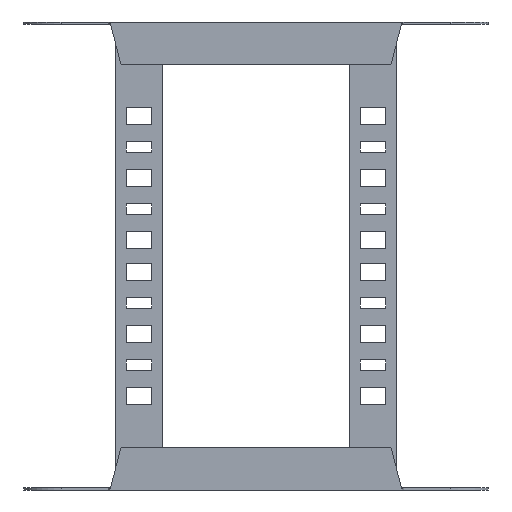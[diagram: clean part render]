
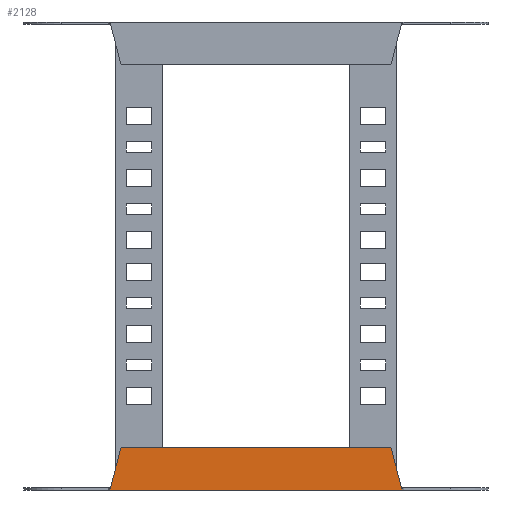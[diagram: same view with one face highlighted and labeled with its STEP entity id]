
A CAD part, front view. The second image highlights one B-rep face of the part: STEP entity #2128.
In plain terms, the highlighted planar face has unit normal (0, -1, 0).
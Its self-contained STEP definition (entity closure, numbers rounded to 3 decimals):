
#258 = VERTEX_POINT ( 'NONE', #2224 ) ;
#335 = EDGE_CURVE ( 'NONE', #2834, #258, #4942, .T. ) ;
#601 = B_SPLINE_CURVE_WITH_KNOTS ( 'NONE', 3,
 ( #1050, #1872, #1953, #1974, #1994, #2014 ),
 .UNSPECIFIED., .F., .F.,
 ( 4, 2, 4 ),
 ( 0., 0.001, 0.003 ),
 .UNSPECIFIED. ) ;
#897 = LINE ( 'NONE', #1323, #2403 ) ;
#927 = CARTESIAN_POINT ( 'NONE',  ( 93.064, 24.5, 1. ) ) ;
#1023 = AXIS2_PLACEMENT_3D ( 'NONE', #5129, #5136, #5147 ) ;
#1050 = CARTESIAN_POINT ( 'NONE',  ( 93.399, 24.5, -1.5 ) ) ;
#1083 = EDGE_LOOP ( 'NONE', ( #1667, #1751, #1817, #1840, #1907, #1963 ) ) ;
#1199 = DIRECTION ( 'NONE',  ( -0.259, 0., 0.966 ) ) ;
#1323 = CARTESIAN_POINT ( 'NONE',  ( 93.064, 24.5, 1. ) ) ;
#1645 = FACE_OUTER_BOUND ( 'NONE', #1083, .T. ) ;
#1667 = ORIENTED_EDGE ( 'NONE', *, *, #5155, .T. ) ;
#1751 = ORIENTED_EDGE ( 'NONE', *, *, #5904, .T. ) ;
#1806 = LINE ( 'NONE', #2079, #1946 ) ;
#1817 = ORIENTED_EDGE ( 'NONE', *, *, #335, .T. ) ;
#1840 = ORIENTED_EDGE ( 'NONE', *, *, #4362, .F. ) ;
#1872 = CARTESIAN_POINT ( 'NONE',  ( 93.364, 24.5, -1.081 ) ) ;
#1900 = CARTESIAN_POINT ( 'NONE',  ( -86.5, 24.5, 25.499 ) ) ;
#1907 = ORIENTED_EDGE ( 'NONE', *, *, #2696, .F. ) ;
#1946 = VECTOR ( 'NONE', #4440, 1000. ) ;
#1953 = CARTESIAN_POINT ( 'NONE',  ( 93.319, 24.5, -0.663 ) ) ;
#1963 = ORIENTED_EDGE ( 'NONE', *, *, #2386, .T. ) ;
#1974 = CARTESIAN_POINT ( 'NONE',  ( 93.205, 24.5, 0.171 ) ) ;
#1987 = CARTESIAN_POINT ( 'NONE',  ( -93.364, 24.5, -1.081 ) ) ;
#1994 = CARTESIAN_POINT ( 'NONE',  ( 93.135, 24.5, 0.585 ) ) ;
#2014 = CARTESIAN_POINT ( 'NONE',  ( 93.064, 24.5, 1. ) ) ;
#2049 = VERTEX_POINT ( 'NONE', #4449 ) ;
#2079 = CARTESIAN_POINT ( 'NONE',  ( -97.742, 24.5, 25.499 ) ) ;
#2128 = ADVANCED_FACE ( 'NONE', ( #1645 ), #4967, .T. ) ;
#2224 = CARTESIAN_POINT ( 'NONE',  ( -93.064, 24.5, 1. ) ) ;
#2386 = EDGE_CURVE ( 'NONE', #2049, #5767, #601, .T. ) ;
#2403 = VECTOR ( 'NONE', #1199, 1000. ) ;
#2696 = EDGE_CURVE ( 'NONE', #2049, #5657, #3964, .T. ) ;
#2834 = VERTEX_POINT ( 'NONE', #1900 ) ;
#2878 = CARTESIAN_POINT ( 'NONE',  ( -93.399, 24.5, -1.5 ) ) ;
#3112 = DIRECTION ( 'NONE',  ( -0.259, 0., -0.966 ) ) ;
#3372 = CARTESIAN_POINT ( 'NONE',  ( -93.399, 24.5, -1.5 ) ) ;
#3529 = CARTESIAN_POINT ( 'NONE',  ( 86.5, 24.5, 25.499 ) ) ;
#3549 = DIRECTION ( 'NONE',  ( -1., 0., 0. ) ) ;
#3667 = CARTESIAN_POINT ( 'NONE',  ( -86.5, 24.5, 25.499 ) ) ;
#3743 = CARTESIAN_POINT ( 'NONE',  ( -97.742, 24.5, -1.5 ) ) ;
#3864 = B_SPLINE_CURVE_WITH_KNOTS ( 'NONE', 3,
 ( #3372, #1987, #5812, #5359, #4917, #4033 ),
 .UNSPECIFIED., .F., .F.,
 ( 4, 2, 4 ),
 ( 0., 0.001, 0.003 ),
 .UNSPECIFIED. ) ;
#3964 = LINE ( 'NONE', #3743, #4082 ) ;
#4033 = CARTESIAN_POINT ( 'NONE',  ( -93.064, 24.5, 1. ) ) ;
#4082 = VECTOR ( 'NONE', #3549, 1000. ) ;
#4362 = EDGE_CURVE ( 'NONE', #5657, #258, #3864, .T. ) ;
#4440 = DIRECTION ( 'NONE',  ( -1., 0., 0. ) ) ;
#4449 = CARTESIAN_POINT ( 'NONE',  ( 93.399, 24.5, -1.5 ) ) ;
#4917 = CARTESIAN_POINT ( 'NONE',  ( -93.135, 24.5, 0.585 ) ) ;
#4922 = VECTOR ( 'NONE', #3112, 1000. ) ;
#4942 = LINE ( 'NONE', #3667, #4922 ) ;
#4967 = PLANE ( 'NONE',  #1023 ) ;
#5129 = CARTESIAN_POINT ( 'NONE',  ( -97.742, 24.5, -1.001 ) ) ;
#5136 = DIRECTION ( 'NONE',  ( 0., -1., 0. ) ) ;
#5147 = DIRECTION ( 'NONE',  ( 0., 0., -1. ) ) ;
#5155 = EDGE_CURVE ( 'NONE', #5767, #5834, #897, .T. ) ;
#5359 = CARTESIAN_POINT ( 'NONE',  ( -93.205, 24.5, 0.171 ) ) ;
#5657 = VERTEX_POINT ( 'NONE', #2878 ) ;
#5767 = VERTEX_POINT ( 'NONE', #927 ) ;
#5812 = CARTESIAN_POINT ( 'NONE',  ( -93.319, 24.5, -0.663 ) ) ;
#5834 = VERTEX_POINT ( 'NONE', #3529 ) ;
#5904 = EDGE_CURVE ( 'NONE', #5834, #2834, #1806, .T. ) ;
